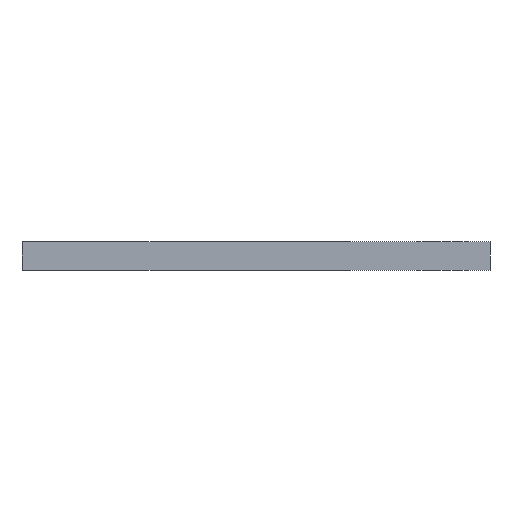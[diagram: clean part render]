
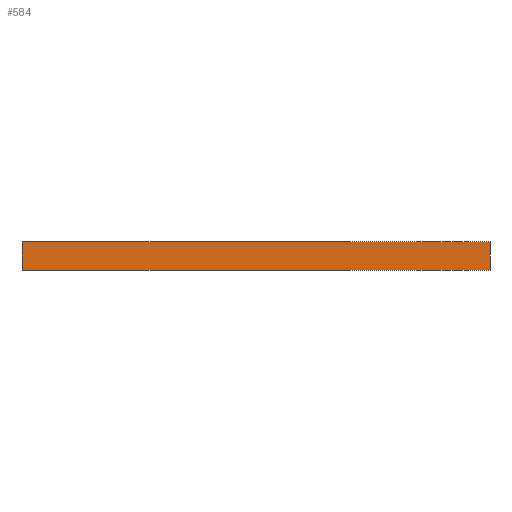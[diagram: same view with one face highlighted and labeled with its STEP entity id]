
A CAD part, left-side view. The second image highlights one B-rep face of the part: STEP entity #584.
In plain terms, the highlighted planar face has unit normal (-1, 0, 0).
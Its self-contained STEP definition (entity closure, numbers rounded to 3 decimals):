
#7 = DIRECTION ( 'NONE',  ( 0., 0., -1. ) ) ;
#17 = LINE ( 'NONE', #473, #421 ) ;
#30 = EDGE_CURVE ( 'NONE', #90, #461, #147, .T. ) ;
#75 = VERTEX_POINT ( 'NONE', #1003 ) ;
#90 = VERTEX_POINT ( 'NONE', #370 ) ;
#113 = EDGE_CURVE ( 'NONE', #75, #918, #705, .T. ) ;
#138 = EDGE_LOOP ( 'NONE', ( #587, #331, #696, #680 ) ) ;
#147 = LINE ( 'NONE', #773, #597 ) ;
#169 = VECTOR ( 'NONE', #882, 1000. ) ;
#288 = CARTESIAN_POINT ( 'NONE',  ( -50., 50., 0. ) ) ;
#325 = LINE ( 'NONE', #566, #169 ) ;
#328 = CARTESIAN_POINT ( 'NONE',  ( -50., -50., 0. ) ) ;
#331 = ORIENTED_EDGE ( 'NONE', *, *, #30, .F. ) ;
#349 = FACE_OUTER_BOUND ( 'NONE', #138, .T. ) ;
#365 = CARTESIAN_POINT ( 'NONE',  ( -50., -50., 6. ) ) ;
#370 = CARTESIAN_POINT ( 'NONE',  ( -50., -50., 6. ) ) ;
#378 = CARTESIAN_POINT ( 'NONE',  ( -50., 50., 6. ) ) ;
#421 = VECTOR ( 'NONE', #930, 1000. ) ;
#461 = VERTEX_POINT ( 'NONE', #328 ) ;
#473 = CARTESIAN_POINT ( 'NONE',  ( -50., -50., 6. ) ) ;
#551 = AXIS2_PLACEMENT_3D ( 'NONE', #365, #607, #667 ) ;
#566 = CARTESIAN_POINT ( 'NONE',  ( -50., -50., 0. ) ) ;
#584 = ADVANCED_FACE ( 'NONE', ( #349 ), #684, .F. ) ;
#587 = ORIENTED_EDGE ( 'NONE', *, *, #637, .T. ) ;
#597 = VECTOR ( 'NONE', #704, 1000. ) ;
#607 = DIRECTION ( 'NONE',  ( 1., 0., 0. ) ) ;
#637 = EDGE_CURVE ( 'NONE', #918, #461, #325, .T. ) ;
#667 = DIRECTION ( 'NONE',  ( 0., 0., -1. ) ) ;
#680 = ORIENTED_EDGE ( 'NONE', *, *, #113, .T. ) ;
#684 = PLANE ( 'NONE',  #551 ) ;
#696 = ORIENTED_EDGE ( 'NONE', *, *, #740, .F. ) ;
#704 = DIRECTION ( 'NONE',  ( 0., 0., -1. ) ) ;
#705 = LINE ( 'NONE', #378, #945 ) ;
#740 = EDGE_CURVE ( 'NONE', #75, #90, #17, .T. ) ;
#773 = CARTESIAN_POINT ( 'NONE',  ( -50., -50., 6. ) ) ;
#882 = DIRECTION ( 'NONE',  ( 0., -1., 0. ) ) ;
#918 = VERTEX_POINT ( 'NONE', #288 ) ;
#930 = DIRECTION ( 'NONE',  ( 0., -1., 0. ) ) ;
#945 = VECTOR ( 'NONE', #7, 1000. ) ;
#1003 = CARTESIAN_POINT ( 'NONE',  ( -50., 50., 6. ) ) ;
